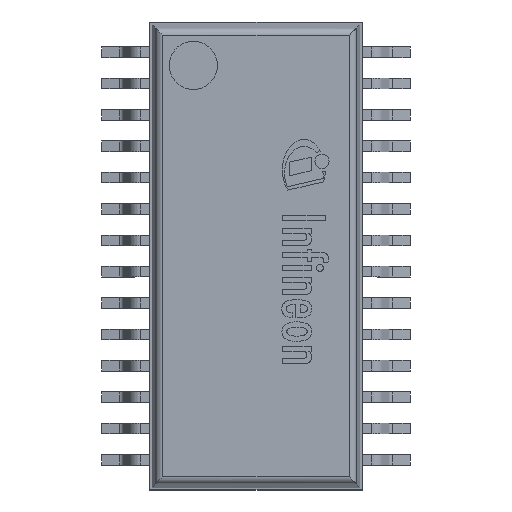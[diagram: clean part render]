
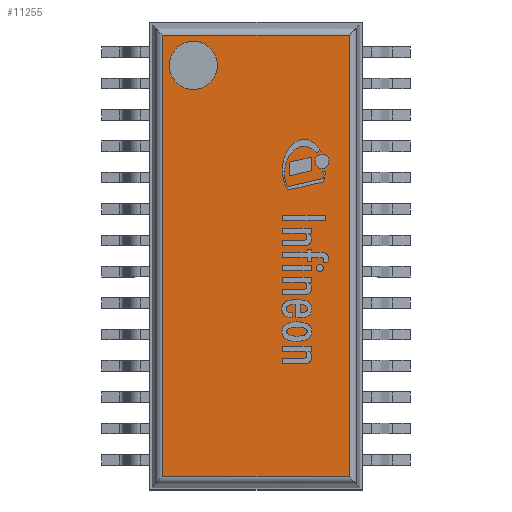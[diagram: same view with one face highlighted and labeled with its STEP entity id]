
A CAD part, top view. The second image highlights one B-rep face of the part: STEP entity #11255.
In plain terms, the highlighted planar face has unit normal (0, 0, 1).
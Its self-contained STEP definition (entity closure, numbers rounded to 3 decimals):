
#1193=LINE('',#19010,#2324);
#1194=LINE('',#19016,#2325);
#1196=LINE('',#19022,#2327);
#1199=LINE('',#19032,#2330);
#2324=VECTOR('',#15697,1.);
#2325=VECTOR('',#15704,1.);
#2327=VECTOR('',#15710,1.);
#2330=VECTOR('',#15721,1.);
#2391=FACE_BOUND('',#3886,.T.);
#3251=FACE_OUTER_BOUND('',#3885,.T.);
#3885=EDGE_LOOP('',(#10226,#10227,#10228,#10229));
#3886=EDGE_LOOP('',(#10230));
#4349=CIRCLE('',#12386,0.5);
#5407=VERTEX_POINT('',#18997);
#5412=VERTEX_POINT('',#19007);
#5413=VERTEX_POINT('',#19009);
#5415=VERTEX_POINT('',#19015);
#5417=VERTEX_POINT('',#19021);
#7006=EDGE_CURVE('',#5407,#5407,#4349,.T.);
#7011=EDGE_CURVE('',#5412,#5413,#1193,.T.);
#7014=EDGE_CURVE('',#5413,#5415,#1194,.T.);
#7017=EDGE_CURVE('',#5415,#5417,#1196,.T.);
#7023=EDGE_CURVE('',#5417,#5412,#1199,.T.);
#10226=ORIENTED_EDGE('',*,*,#7011,.F.);
#10227=ORIENTED_EDGE('',*,*,#7023,.F.);
#10228=ORIENTED_EDGE('',*,*,#7017,.F.);
#10229=ORIENTED_EDGE('',*,*,#7014,.F.);
#10230=ORIENTED_EDGE('',*,*,#7006,.T.);
#10629=PLANE('',#12402);
#11255=ADVANCED_FACE('',(#3251,#2391),#10629,.T.);
#12386=AXIS2_PLACEMENT_3D('',#18998,#15686,#15687);
#12402=AXIS2_PLACEMENT_3D('',#19043,#15731,#15732);
#15686=DIRECTION('center_axis',(0.,0.,
-1.));
#15687=DIRECTION('ref_axis',(0.,-1.,0.));
#15697=DIRECTION('',(0.,-1.,0.));
#15704=DIRECTION('',(-1.,0.,0.));
#15710=DIRECTION('',(0.,1.,0.));
#15721=DIRECTION('',(1.,0.,0.));
#15731=DIRECTION('center_axis',(0.,0.,
1.));
#15732=DIRECTION('ref_axis',(0.,-1.,0.));
#18997=CARTESIAN_POINT('',(-1.3,4.45,1.1));
#18998=CARTESIAN_POINT('Origin',(-1.3,3.95,1.1));
#19007=CARTESIAN_POINT('',(1.936,4.574,1.1));
#19009=CARTESIAN_POINT('',(1.936,-4.574,1.1));
#19010=CARTESIAN_POINT('',(1.936,4.8,1.1));
#19015=CARTESIAN_POINT('',(-1.936,-4.574,1.1));
#19016=CARTESIAN_POINT('',(-2.229,-4.574,1.1));
#19021=CARTESIAN_POINT('',(-1.936,4.574,1.1));
#19022=CARTESIAN_POINT('',(-1.936,4.8,1.1));
#19032=CARTESIAN_POINT('',(-2.229,4.574,1.1));
#19043=CARTESIAN_POINT('Origin',(-2.057,4.8,1.1));
